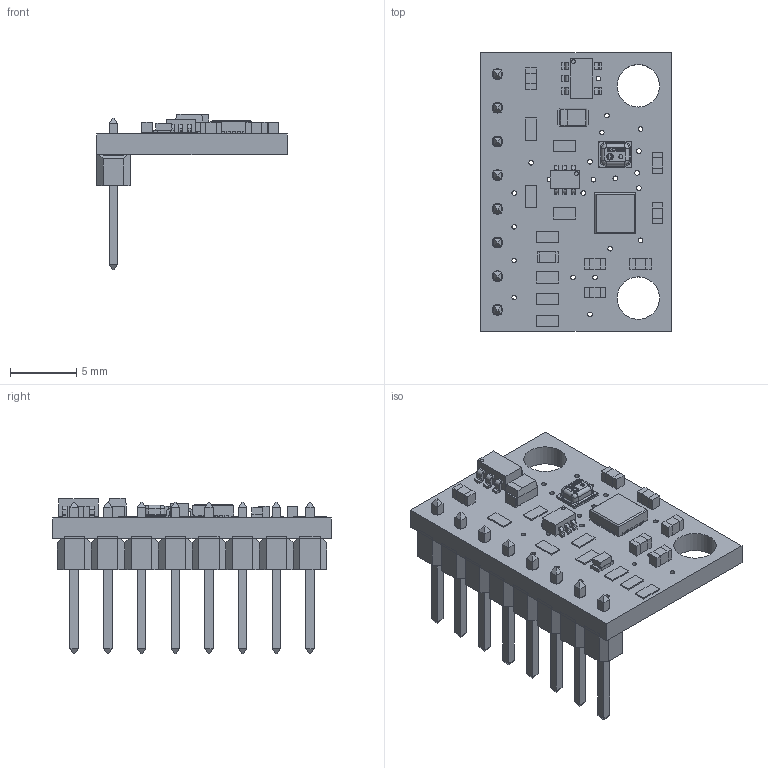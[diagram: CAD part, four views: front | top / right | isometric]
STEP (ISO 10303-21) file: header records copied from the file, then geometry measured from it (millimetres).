
FILE_DESCRIPTION(/* description */ (''),/* implementation_level */ '2;1');
FILE_NAME(/* name */ 'GY-91.step',/* time_stamp */ '2019-02-21T13:57:36+09:00',/* author */ ('EonAng'),/* organization */ (''),/* preprocessor_version */ 'ST-DEVELOPER v17.2',/* originating_system */ 'Autodesk Translation Framework v7.6.0.251',/* authorisation */ '');
FILE_SCHEMA (('AUTOMOTIVE_DESIGN { 1 0 10303 214 3 1 1 }'));
Length unit declared in the file: millimetre
Products named in the file (12): GY-91; PCB Component; Board; 0.1µF; BSS138PS(SOT-363); Green; 10µF; MIC550X-3v3; 4.7kΩ; 2.54MM1X8; MPU9250; BMP280AU
Assembly tree (23 placements, depth 3):
  GY-91
    PCB Component
      Board
      0.1µF  x6
      BSS138PS(SOT-363)
      Green
      10µF
      MIC550X-3v3
      4.7kΩ  x8
      2.54MM1X8
      MPU9250
      BMP280AU
Bounding box: 14.4 x 21 x 11.75 mm (x, y, z)
Volume: 614.4 mm3; surface area: 1515.6 mm2
Topology: 49 solids, 49 shells, 1173 faces, 2934 edges, 1905 vertices
Faces by surface type: plane 951, cylinder 138, bspline 80, torus 4
Full cylindrical faces by diameter (mm): 0.2 x1, 0.3 x3, 0.35 x22, 0.414 x1, 0.504 x1, 0.8 x8, 3.2 x2
Entity records: 36984 total; most frequent: CARTESIAN_POINT 10016, ORIENTED_EDGE 5340, DIRECTION 4855, EDGE_CURVE 2670, LINE 2231, VECTOR 2231, VERTEX_POINT 1729, AXIS2_PLACEMENT_3D 1312
